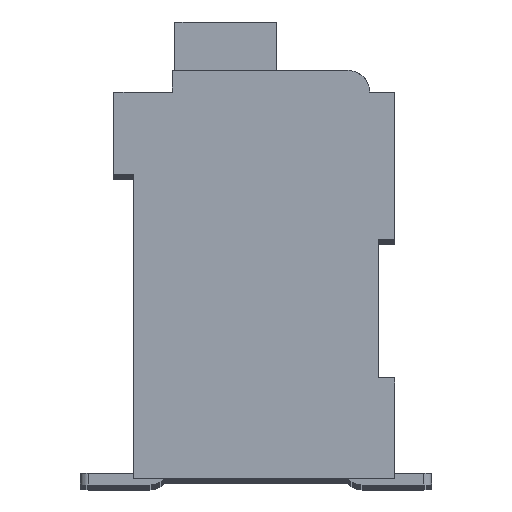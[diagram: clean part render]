
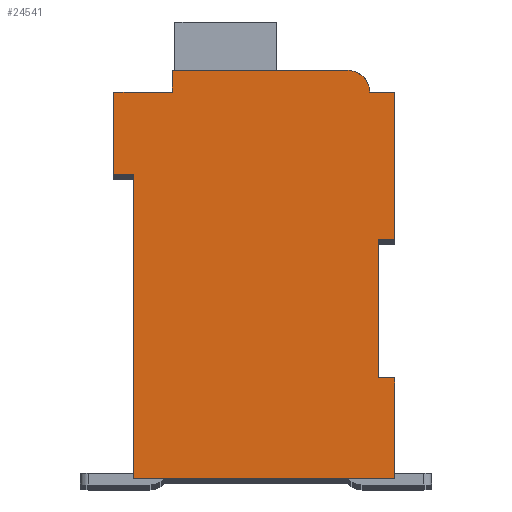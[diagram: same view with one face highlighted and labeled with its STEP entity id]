
A CAD part, top view. The second image highlights one B-rep face of the part: STEP entity #24541.
In plain terms, the highlighted planar face has unit normal (0, 0, 1).
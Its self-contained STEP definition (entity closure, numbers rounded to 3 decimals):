
#5910=DIRECTION('',(1.,0.,0.));
#5911=VECTOR('',#5910,0.5);
#5912=CARTESIAN_POINT('',(7.3,7.15,2.1));
#5913=LINE('',#5912,#5911);
#5914=DIRECTION('',(0.,1.,0.));
#5915=VECTOR('',#5914,4.15);
#5916=CARTESIAN_POINT('',(7.3,3.,2.1));
#5917=LINE('',#5916,#5915);
#5918=DIRECTION('',(-1.,0.,0.));
#5919=VECTOR('',#5918,0.5);
#5920=CARTESIAN_POINT('',(7.8,3.,2.1));
#5921=LINE('',#5920,#5919);
#5922=DIRECTION('',(0.,1.,0.));
#5923=VECTOR('',#5922,3.);
#5924=CARTESIAN_POINT('',(7.8,0.,2.1));
#5925=LINE('',#5924,#5923);
#5926=DIRECTION('',(1.,0.,0.));
#5927=VECTOR('',#5926,7.8);
#5928=CARTESIAN_POINT('',(0.,0.,2.1));
#5929=LINE('',#5928,#5927);
#5930=DIRECTION('',(0.,-1.,0.));
#5931=VECTOR('',#5930,9.1);
#5932=CARTESIAN_POINT('',(0.,9.1,2.1));
#5933=LINE('',#5932,#5931);
#5934=DIRECTION('',(1.,0.,0.));
#5935=VECTOR('',#5934,0.6);
#5936=CARTESIAN_POINT('',(-0.6,9.1,2.1));
#5937=LINE('',#5936,#5935);
#5938=DIRECTION('',(0.,-1.,0.));
#5939=VECTOR('',#5938,2.45);
#5940=CARTESIAN_POINT('',(-0.6,11.55,2.1));
#5941=LINE('',#5940,#5939);
#5942=DIRECTION('',(-1.,0.,0.));
#5943=VECTOR('',#5942,1.75);
#5944=CARTESIAN_POINT('',(1.15,11.55,2.1));
#5945=LINE('',#5944,#5943);
#5946=DIRECTION('',(0.,-1.,0.));
#5947=VECTOR('',#5946,0.65);
#5948=CARTESIAN_POINT('',(1.15,12.2,2.1));
#5949=LINE('',#5948,#5947);
#5950=DIRECTION('',(-1.,0.,0.));
#5951=VECTOR('',#5950,5.25);
#5952=CARTESIAN_POINT('',(6.4,12.2,2.1));
#5953=LINE('',#5952,#5951);
#5954=CARTESIAN_POINT('',(6.4,11.55,2.1));
#5955=DIRECTION('',(0.,0.,1.));
#5956=DIRECTION('',(1.,0.,0.));
#5957=AXIS2_PLACEMENT_3D('',#5954,#5955,#5956);
#5959=DIRECTION('',(-1.,0.,0.));
#5960=VECTOR('',#5959,0.75);
#5961=CARTESIAN_POINT('',(7.8,11.55,2.1));
#5962=LINE('',#5961,#5960);
#5963=DIRECTION('',(0.,1.,0.));
#5964=VECTOR('',#5963,4.4);
#5965=CARTESIAN_POINT('',(7.8,7.15,2.1));
#5966=LINE('',#5965,#5964);
#14401=CARTESIAN_POINT('',(7.3,7.15,2.1));
#14402=CARTESIAN_POINT('',(7.8,7.15,2.1));
#14403=VERTEX_POINT('',#14401);
#14404=VERTEX_POINT('',#14402);
#14405=CARTESIAN_POINT('',(7.8,11.55,2.1));
#14406=VERTEX_POINT('',#14405);
#14407=CARTESIAN_POINT('',(7.05,11.55,2.1));
#14408=VERTEX_POINT('',#14407);
#14409=CARTESIAN_POINT('',(6.4,12.2,2.1));
#14410=VERTEX_POINT('',#14409);
#14411=CARTESIAN_POINT('',(1.15,12.2,2.1));
#14412=VERTEX_POINT('',#14411);
#14413=CARTESIAN_POINT('',(1.15,11.55,2.1));
#14414=VERTEX_POINT('',#14413);
#14415=CARTESIAN_POINT('',(-0.6,11.55,2.1));
#14416=VERTEX_POINT('',#14415);
#14417=CARTESIAN_POINT('',(-0.6,9.1,2.1));
#14418=VERTEX_POINT('',#14417);
#14419=CARTESIAN_POINT('',(0.,9.1,2.1));
#14420=VERTEX_POINT('',#14419);
#14421=CARTESIAN_POINT('',(0.,0.,2.1));
#14422=VERTEX_POINT('',#14421);
#14423=CARTESIAN_POINT('',(7.8,0.,2.1));
#14424=VERTEX_POINT('',#14423);
#14425=CARTESIAN_POINT('',(7.8,3.,2.1));
#14426=VERTEX_POINT('',#14425);
#14427=CARTESIAN_POINT('',(7.3,3.,2.1));
#14428=VERTEX_POINT('',#14427);
#24520=CARTESIAN_POINT('',(0.,0.,2.1));
#24521=DIRECTION('',(0.,0.,1.));
#24522=DIRECTION('',(1.,0.,0.));
#24523=AXIS2_PLACEMENT_3D('',#24520,#24521,#24522);
#24524=PLANE('',#24523);
#24525=ORIENTED_EDGE('',*,*,#18942,.F.);
#24526=ORIENTED_EDGE('',*,*,#19606,.F.);
#24527=ORIENTED_EDGE('',*,*,#20140,.F.);
#24528=ORIENTED_EDGE('',*,*,#20495,.F.);
#24529=ORIENTED_EDGE('',*,*,#20910,.F.);
#24530=ORIENTED_EDGE('',*,*,#21520,.F.);
#24531=ORIENTED_EDGE('',*,*,#21712,.F.);
#24532=ORIENTED_EDGE('',*,*,#22103,.F.);
#24533=ORIENTED_EDGE('',*,*,#22541,.F.);
#24534=ORIENTED_EDGE('',*,*,#23180,.F.);
#24535=ORIENTED_EDGE('',*,*,#23680,.F.);
#24536=ORIENTED_EDGE('',*,*,#22592,.F.);
#24537=ORIENTED_EDGE('',*,*,#23001,.F.);
#24538=ORIENTED_EDGE('',*,*,#19501,.F.);
#24539=EDGE_LOOP('',(#24525,#24526,#24527,#24528,#24529,#24530,#24531,#24532,
#24533,#24534,#24535,#24536,#24537,#24538));
#24540=FACE_OUTER_BOUND('',#24539,.F.);
#5958=CIRCLE('',#5957,0.65);
#18942=EDGE_CURVE('',#14403,#14404,#5913,.T.);
#19501=EDGE_CURVE('',#14404,#14406,#5966,.T.);
#19606=EDGE_CURVE('',#14428,#14403,#5917,.T.);
#20140=EDGE_CURVE('',#14426,#14428,#5921,.T.);
#20495=EDGE_CURVE('',#14424,#14426,#5925,.T.);
#20910=EDGE_CURVE('',#14422,#14424,#5929,.T.);
#21520=EDGE_CURVE('',#14420,#14422,#5933,.T.);
#21712=EDGE_CURVE('',#14418,#14420,#5937,.T.);
#22103=EDGE_CURVE('',#14416,#14418,#5941,.T.);
#22541=EDGE_CURVE('',#14414,#14416,#5945,.T.);
#22592=EDGE_CURVE('',#14408,#14410,#5958,.T.);
#23001=EDGE_CURVE('',#14406,#14408,#5962,.T.);
#23180=EDGE_CURVE('',#14412,#14414,#5949,.T.);
#23680=EDGE_CURVE('',#14410,#14412,#5953,.T.);
#24541=ADVANCED_FACE('',(#24540),#24524,.T.);
